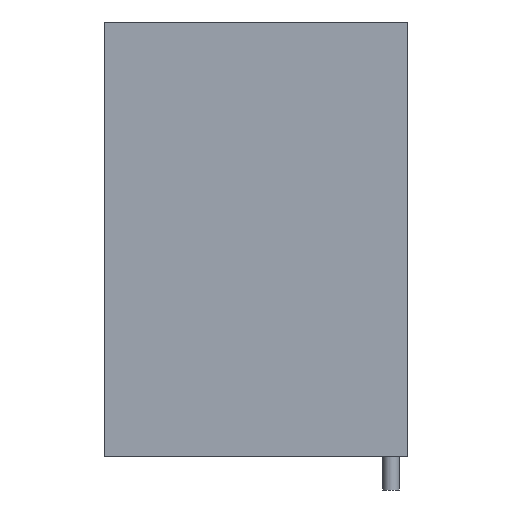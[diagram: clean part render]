
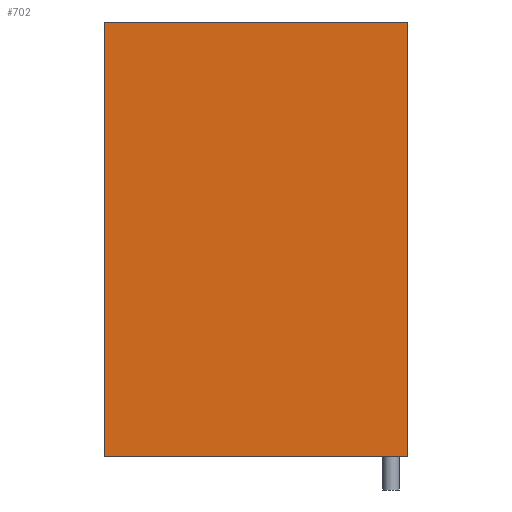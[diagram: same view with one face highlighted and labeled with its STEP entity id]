
A CAD part, front view. The second image highlights one B-rep face of the part: STEP entity #702.
In plain terms, the highlighted planar face has unit normal (0, -1, 0).
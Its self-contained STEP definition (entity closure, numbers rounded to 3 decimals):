
#4 = ORIENTED_EDGE ( 'NONE', *, *, #520, .F. ) ;
#29 = CARTESIAN_POINT ( 'NONE',  ( 0., 0., 193. ) ) ;
#33 = CARTESIAN_POINT ( 'NONE',  ( 0., 0., 0. ) ) ;
#100 = CARTESIAN_POINT ( 'NONE',  ( 0., 0., 193. ) ) ;
#160 = CARTESIAN_POINT ( 'NONE',  ( 0., 0., 193. ) ) ;
#173 = EDGE_LOOP ( 'NONE', ( #379, #4, #310, #678 ) ) ;
#216 = CARTESIAN_POINT ( 'NONE',  ( 135., 0., 0. ) ) ;
#252 = VERTEX_POINT ( 'NONE', #33 ) ;
#253 = DIRECTION ( 'NONE',  ( 1., 0., 0. ) ) ;
#310 = ORIENTED_EDGE ( 'NONE', *, *, #1268, .F. ) ;
#379 = ORIENTED_EDGE ( 'NONE', *, *, #1094, .T. ) ;
#412 = VECTOR ( 'NONE', #1063, 1000. ) ;
#520 = EDGE_CURVE ( 'NONE', #682, #769, #1027, .T. ) ;
#557 = FACE_OUTER_BOUND ( 'NONE', #173, .T. ) ;
#591 = DIRECTION ( 'NONE',  ( 1., 0., 0. ) ) ;
#603 = CARTESIAN_POINT ( 'NONE',  ( 135., 0., 193. ) ) ;
#656 = CARTESIAN_POINT ( 'NONE',  ( 135., 0., 193. ) ) ;
#678 = ORIENTED_EDGE ( 'NONE', *, *, #1136, .T. ) ;
#682 = VERTEX_POINT ( 'NONE', #656 ) ;
#702 = ADVANCED_FACE ( 'NONE', ( #557 ), #972, .F. ) ;
#769 = VERTEX_POINT ( 'NONE', #216 ) ;
#781 = VERTEX_POINT ( 'NONE', #100 ) ;
#794 = VECTOR ( 'NONE', #591, 1000. ) ;
#855 = CARTESIAN_POINT ( 'NONE',  ( 0., 0., 0. ) ) ;
#858 = AXIS2_PLACEMENT_3D ( 'NONE', #29, #878, #1040 ) ;
#872 = LINE ( 'NONE', #888, #412 ) ;
#878 = DIRECTION ( 'NONE',  ( 0., 1., 0. ) ) ;
#888 = CARTESIAN_POINT ( 'NONE',  ( 0., 0., 193. ) ) ;
#930 = DIRECTION ( 'NONE',  ( 0., 0., -1. ) ) ;
#972 = PLANE ( 'NONE',  #858 ) ;
#1027 = LINE ( 'NONE', #603, #1032 ) ;
#1032 = VECTOR ( 'NONE', #930, 1000. ) ;
#1040 = DIRECTION ( 'NONE',  ( 0., 0., 1. ) ) ;
#1063 = DIRECTION ( 'NONE',  ( 0., 0., -1. ) ) ;
#1094 = EDGE_CURVE ( 'NONE', #252, #769, #1156, .T. ) ;
#1136 = EDGE_CURVE ( 'NONE', #781, #252, #872, .T. ) ;
#1156 = LINE ( 'NONE', #855, #1180 ) ;
#1180 = VECTOR ( 'NONE', #253, 1000. ) ;
#1210 = LINE ( 'NONE', #160, #794 ) ;
#1268 = EDGE_CURVE ( 'NONE', #781, #682, #1210, .T. ) ;
